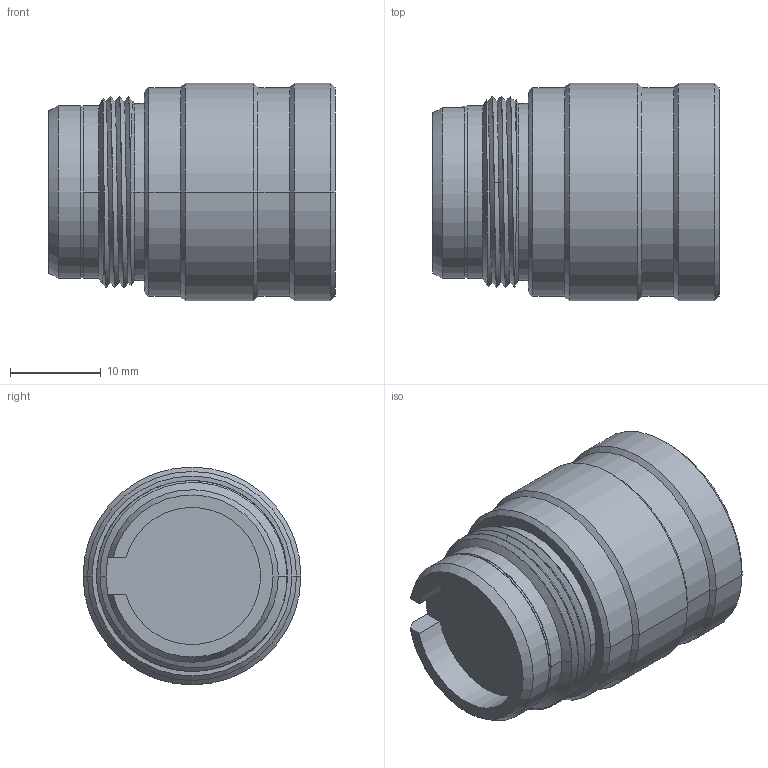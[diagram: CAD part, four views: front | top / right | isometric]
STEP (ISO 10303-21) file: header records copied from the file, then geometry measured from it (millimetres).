
FILE_DESCRIPTION((''),'2;1');
FILE_NAME('13302PG11_SW0001','2022-02-01T16:19:44',('cgregory'),('NET AG system integration'),'CREO PARAMETRIC BY PTC INC, 2019292','CREO PARAMETRIC BY PTC INC, 2019292','');
FILE_SCHEMA(('AUTOMOTIVE_DESIGN { 1 0 10303 214 1 1 1 1 }'));
Length unit declared in the file: millimetre
Products named in the file (1): 13302PG11_SW0001
Bounding box: 31.5 x 24 x 24 mm (x, y, z)
Volume: 9234.5 mm3; surface area: 3969.2 mm2
Topology: 1 solids, 1 shells, 68 faces, 167 edges, 103 vertices
Faces by surface type: cylinder 31, cone 19, bspline 10, plane 8
Entity records: 5692 total; most frequent: CARTESIAN_POINT 3471, ORIENTED_EDGE 334, DIRECTION 297, EDGE_CURVE 167, AXIS2_PLACEMENT_3D 115, VERTEX_POINT 103, EDGE_LOOP 70, FACE_OUTER_BOUND 68
